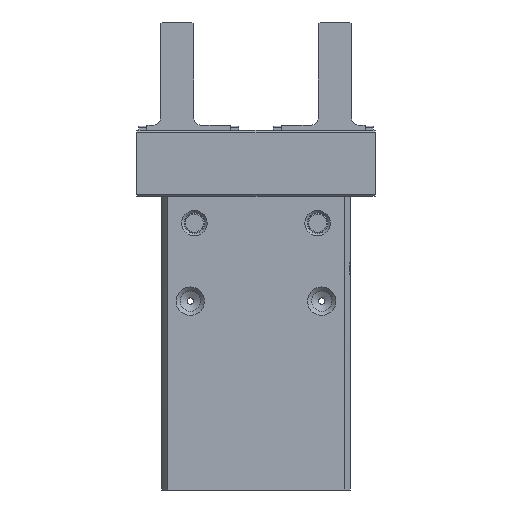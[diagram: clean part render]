
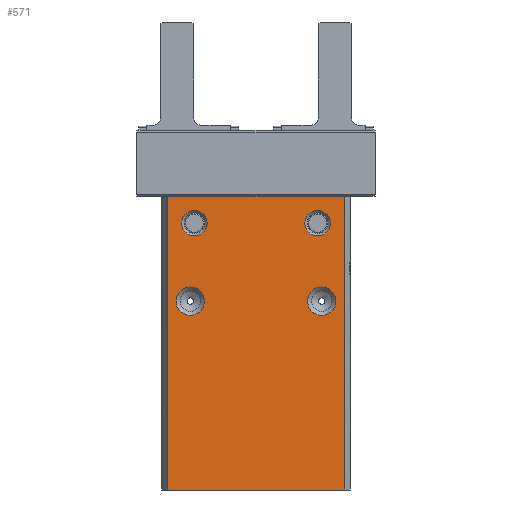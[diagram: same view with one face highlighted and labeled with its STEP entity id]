
A CAD part, front view. The second image highlights one B-rep face of the part: STEP entity #571.
In plain terms, the highlighted planar face has unit normal (0, -1, 0).
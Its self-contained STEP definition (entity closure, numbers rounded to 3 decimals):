
#484=CARTESIAN_POINT('',(9.05,-8.2,-3.3));
#485=VERTEX_POINT('',#484);
#486=CARTESIAN_POINT('',(7.5,-8.2,-3.3));
#487=DIRECTION('',(0.0,-1.0,0.0));
#488=DIRECTION('',(-1.0,0.0,0.0));
#489=AXIS2_PLACEMENT_3D('',#486,#487,#488);
#490=CIRCLE('',#489,1.55);
#491=EDGE_CURVE('',#485,#485,#490,.T.);
#496=CARTESIAN_POINT('',(-10.724,-8.2,0.0));
#497=DIRECTION('',(0.0,-1.0,0.0));
#498=DIRECTION('',(0.0,0.0,-1.0));
#499=AXIS2_PLACEMENT_3D('',#496,#497,#498);
#500=PLANE('',#499);
#501=CARTESIAN_POINT('',(-10.724,-8.2,-35.8));
#502=VERTEX_POINT('',#501);
#503=CARTESIAN_POINT('',(10.724,-8.2,-35.8));
#504=VERTEX_POINT('',#503);
#505=CARTESIAN_POINT('',(-10.724,-8.2,-35.8));
#506=DIRECTION('',(1.0,0.0,0.0));
#507=VECTOR('',#506,21.449);
#508=LINE('',#505,#507);
#509=EDGE_CURVE('',#502,#504,#508,.T.);
#510=ORIENTED_EDGE('',*,*,#509,.T.);
#511=CARTESIAN_POINT('',(10.724,-8.2,0.0));
#512=VERTEX_POINT('',#511);
#513=CARTESIAN_POINT('',(10.724,-8.2,0.0));
#514=DIRECTION('',(0.0,0.0,-1.0));
#515=VECTOR('',#514,35.8);
#516=LINE('',#513,#515);
#517=EDGE_CURVE('',#512,#504,#516,.T.);
#518=ORIENTED_EDGE('',*,*,#517,.F.);
#519=CARTESIAN_POINT('',(-10.724,-8.2,0.0));
#520=VERTEX_POINT('',#519);
#521=CARTESIAN_POINT('',(10.724,-8.2,0.0));
#522=DIRECTION('',(-1.0,0.0,0.0));
#523=VECTOR('',#522,21.449);
#524=LINE('',#521,#523);
#525=EDGE_CURVE('',#512,#520,#524,.T.);
#526=ORIENTED_EDGE('',*,*,#525,.T.);
#527=CARTESIAN_POINT('',(-10.724,-8.2,0.0));
#528=DIRECTION('',(0.0,0.0,-1.0));
#529=VECTOR('',#528,35.8);
#530=LINE('',#527,#529);
#531=EDGE_CURVE('',#520,#502,#530,.T.);
#532=ORIENTED_EDGE('',*,*,#531,.T.);
#533=EDGE_LOOP('',(#510,#518,#526,#532));
#534=FACE_OUTER_BOUND('',#533,.T.);
#535=CARTESIAN_POINT('',(-5.95,-8.2,-3.3));
#536=VERTEX_POINT('',#535);
#537=CARTESIAN_POINT('',(-7.5,-8.2,-3.3));
#538=DIRECTION('',(0.0,-1.0,0.0));
#539=DIRECTION('',(-1.0,0.0,0.0));
#540=AXIS2_PLACEMENT_3D('',#537,#538,#539);
#541=CIRCLE('',#540,1.55);
#542=EDGE_CURVE('',#536,#536,#541,.T.);
#543=ORIENTED_EDGE('',*,*,#542,.F.);
#544=EDGE_LOOP('',(#543));
#545=FACE_BOUND('',#544,.T.);
#546=CARTESIAN_POINT('',(9.73,-8.2,-12.8));
#547=VERTEX_POINT('',#546);
#548=CARTESIAN_POINT('',(8.,-8.2,-12.8));
#549=DIRECTION('',(0.0,-1.0,0.0));
#550=DIRECTION('',(-1.0,0.0,0.0));
#551=AXIS2_PLACEMENT_3D('',#548,#549,#550);
#552=CIRCLE('',#551,1.73);
#553=EDGE_CURVE('',#547,#547,#552,.T.);
#554=ORIENTED_EDGE('',*,*,#553,.F.);
#555=EDGE_LOOP('',(#554));
#556=FACE_BOUND('',#555,.T.);
#557=CARTESIAN_POINT('',(-6.27,-8.2,-12.8));
#558=VERTEX_POINT('',#557);
#559=CARTESIAN_POINT('',(-8.,-8.2,-12.8));
#560=DIRECTION('',(0.0,-1.0,0.0));
#561=DIRECTION('',(-1.0,0.0,0.0));
#562=AXIS2_PLACEMENT_3D('',#559,#560,#561);
#563=CIRCLE('',#562,1.73);
#564=EDGE_CURVE('',#558,#558,#563,.T.);
#565=ORIENTED_EDGE('',*,*,#564,.F.);
#566=EDGE_LOOP('',(#565));
#567=FACE_BOUND('',#566,.T.);
#568=ORIENTED_EDGE('',*,*,#491,.F.);
#569=EDGE_LOOP('',(#568));
#570=FACE_BOUND('',#569,.T.);
#571=ADVANCED_FACE('',(#534,#545,#556,#567,#570),#500,.T.);
